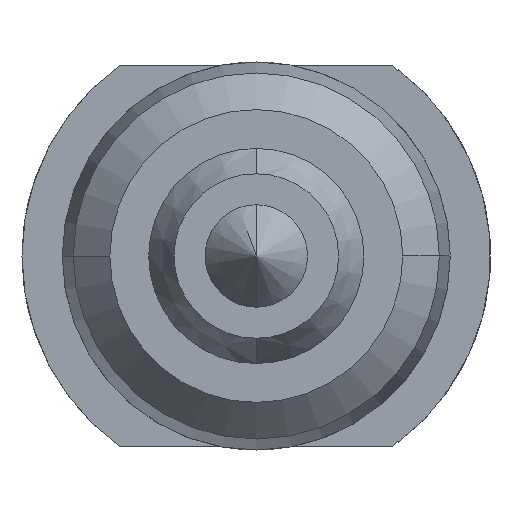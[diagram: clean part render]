
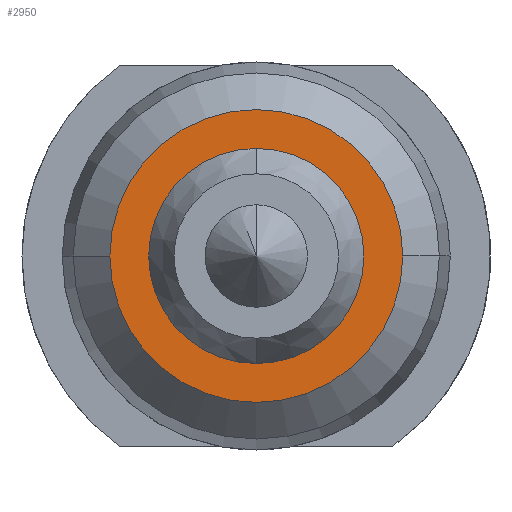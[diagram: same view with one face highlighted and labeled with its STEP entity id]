
A CAD part, front view. The second image highlights one B-rep face of the part: STEP entity #2950.
In plain terms, the highlighted planar face has unit normal (0, -1, 0).
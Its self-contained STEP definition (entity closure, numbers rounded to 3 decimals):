
#9 = CIRCLE ( 'NONE', #1109, 0.735 ) ;
#91 = CARTESIAN_POINT ( 'NONE',  ( 0., 0., -0.735 ) ) ;
#103 = DIRECTION ( 'NONE',  ( 0., -1., 0. ) ) ;
#127 = EDGE_CURVE ( 'Defeature ausgef�hrt2_14+Defeature ausgef�hrt2_26+Defeature ausgef�hrt2_26+Defeature ausgef�hrt2_26', #676, #1172, #610, .T. ) ;
#357 = DIRECTION ( 'NONE',  ( 0., -1., 0. ) ) ;
#568 = EDGE_CURVE ( 'Defeature ausgef�hrt2_14+Defeature ausgef�hrt2_26+Defeature ausgef�hrt2_26+Defeature ausgef�hrt2_26', #1172, #676, #9, .T. ) ;
#610 = CIRCLE ( 'NONE', #2893, 0.735 ) ;
#668 = VERTEX_POINT ( 'NONE', #2956 ) ;
#676 = VERTEX_POINT ( 'NONE', #2919 ) ;
#697 = DIRECTION ( 'NONE',  ( -1., 0., 0. ) ) ;
#754 = FACE_OUTER_BOUND ( 'NONE', #3498, .T. ) ;
#761 = EDGE_LOOP ( 'NONE', ( #4324, #4139 ) ) ;
#816 = CIRCLE ( 'NONE', #2412, 1. ) ;
#932 = FACE_BOUND ( 'NONE', #761, .T. ) ;
#1056 = EDGE_CURVE ( 'Defeature ausgef�hrt2_14+Defeature ausgef�hrt2_5+Defeature ausgef�hrt2_5+Defeature ausgef�hrt2_5', #1896, #668, #1361, .T. ) ;
#1076 = DIRECTION ( 'NONE',  ( 1., 0., 0. ) ) ;
#1109 = AXIS2_PLACEMENT_3D ( 'NONE', #3739, #4503, #1076 ) ;
#1123 = DIRECTION ( 'NONE',  ( -1., 0., 0. ) ) ;
#1172 = VERTEX_POINT ( 'NONE', #91 ) ;
#1361 = CIRCLE ( 'NONE', #2690, 1. ) ;
#1446 = CARTESIAN_POINT ( 'NONE',  ( 0., 0., 0. ) ) ;
#1896 = VERTEX_POINT ( 'NONE', #2762 ) ;
#1950 = DIRECTION ( 'NONE',  ( -1., 0., 0. ) ) ;
#2412 = AXIS2_PLACEMENT_3D ( 'NONE', #4235, #103, #1950 ) ;
#2690 = AXIS2_PLACEMENT_3D ( 'NONE', #1446, #2925, #697 ) ;
#2762 = CARTESIAN_POINT ( 'NONE',  ( -1., 0., 0. ) ) ;
#2787 = AXIS2_PLACEMENT_3D ( 'NONE', #3342, #357, #1123 ) ;
#2893 = AXIS2_PLACEMENT_3D ( 'NONE', #4458, #4069, #2946 ) ;
#2919 = CARTESIAN_POINT ( 'NONE',  ( 0., 0., 0.735 ) ) ;
#2925 = DIRECTION ( 'NONE',  ( 0., -1., 0. ) ) ;
#2946 = DIRECTION ( 'NONE',  ( 1., 0., 0. ) ) ;
#2950 = ADVANCED_FACE ( 'Defeature ausgef�hrt2_14', ( #932, #754 ), #4849, .T. ) ;
#2956 = CARTESIAN_POINT ( 'NONE',  ( 1., 0., 0. ) ) ;
#3342 = CARTESIAN_POINT ( 'NONE',  ( 0., 0., 0. ) ) ;
#3498 = EDGE_LOOP ( 'NONE', ( #3841, #3614 ) ) ;
#3614 = ORIENTED_EDGE ( 'NONE', *, *, #1056, .T. ) ;
#3739 = CARTESIAN_POINT ( 'NONE',  ( 0., 0., 0. ) ) ;
#3841 = ORIENTED_EDGE ( 'NONE', *, *, #4025, .T. ) ;
#4025 = EDGE_CURVE ( 'Defeature ausgef�hrt2_14+Defeature ausgef�hrt2_5+Defeature ausgef�hrt2_5+Defeature ausgef�hrt2_5', #668, #1896, #816, .T. ) ;
#4069 = DIRECTION ( 'NONE',  ( 0., 1., 0. ) ) ;
#4139 = ORIENTED_EDGE ( 'NONE', *, *, #568, .T. ) ;
#4235 = CARTESIAN_POINT ( 'NONE',  ( 0., 0., 0. ) ) ;
#4324 = ORIENTED_EDGE ( 'NONE', *, *, #127, .T. ) ;
#4458 = CARTESIAN_POINT ( 'NONE',  ( 0., 0., 0. ) ) ;
#4503 = DIRECTION ( 'NONE',  ( 0., 1., 0. ) ) ;
#4849 = PLANE ( 'NONE',  #2787 ) ;
